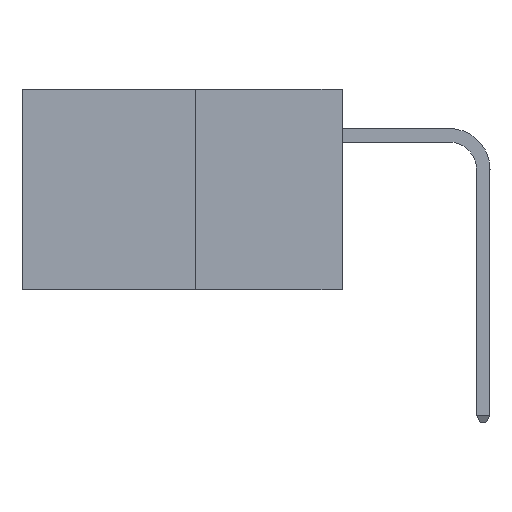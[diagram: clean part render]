
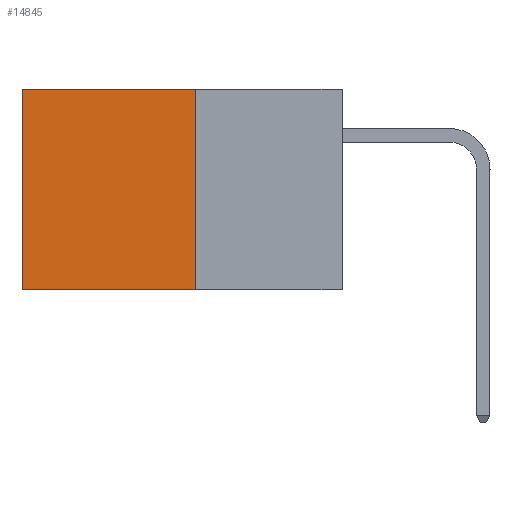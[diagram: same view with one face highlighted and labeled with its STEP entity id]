
A CAD part, left-side view. The second image highlights one B-rep face of the part: STEP entity #14845.
In plain terms, the highlighted planar face has unit normal (-1, 0, 0).
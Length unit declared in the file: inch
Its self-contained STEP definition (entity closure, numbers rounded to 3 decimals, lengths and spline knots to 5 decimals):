
#41 = VECTOR ( 'NONE', #8982, 39.37008 ) ;
#1581 = PLANE ( 'NONE',  #9547 ) ;
#2266 = ORIENTED_EDGE ( 'NONE', *, *, #7549, .F. ) ;
#2561 = VECTOR ( 'NONE', #12517, 39.37008 ) ;
#3303 = DIRECTION ( 'NONE',  ( 0., 1., 0. ) ) ;
#3311 = VECTOR ( 'NONE', #13881, 39.37008 ) ;
#3683 = LINE ( 'NONE', #4010, #3311 ) ;
#3826 = LINE ( 'NONE', #6502, #41 ) ;
#3860 = ORIENTED_EDGE ( 'NONE', *, *, #4012, .T. ) ;
#4010 = CARTESIAN_POINT ( 'NONE',  ( 0.277, 0.59, -0.37 ) ) ;
#4012 = EDGE_CURVE ( 'NONE', #12062, #10532, #3683, .T. ) ;
#4142 = CARTESIAN_POINT ( 'NONE',  ( 0.277, 0.27, -0.37 ) ) ;
#4203 = VECTOR ( 'NONE', #3303, 39.37008 ) ;
#5330 = DIRECTION ( 'NONE',  ( 0., 0., -1. ) ) ;
#5767 = EDGE_CURVE ( 'NONE', #12568, #12062, #7364, .T. ) ;
#6502 = CARTESIAN_POINT ( 'NONE',  ( 0.277, 0.27, -0.37 ) ) ;
#6859 = ORIENTED_EDGE ( 'NONE', *, *, #14380, .F. ) ;
#7364 = LINE ( 'NONE', #12745, #4203 ) ;
#7549 = EDGE_CURVE ( 'NONE', #14021, #10532, #15629, .T. ) ;
#7712 = CARTESIAN_POINT ( 'NONE',  ( 0.277, 0.27, 0. ) ) ;
#8982 = DIRECTION ( 'NONE',  ( 0., 0., -1. ) ) ;
#9311 = CARTESIAN_POINT ( 'NONE',  ( 0.277, 0.59, -0.37 ) ) ;
#9547 = AXIS2_PLACEMENT_3D ( 'NONE', #4142, #12800, #5330 ) ;
#10532 = VERTEX_POINT ( 'NONE', #9311 ) ;
#10594 = ORIENTED_EDGE ( 'NONE', *, *, #5767, .T. ) ;
#12062 = VERTEX_POINT ( 'NONE', #13032 ) ;
#12167 = FACE_OUTER_BOUND ( 'NONE', #14758, .T. ) ;
#12517 = DIRECTION ( 'NONE',  ( 0., 1., 0. ) ) ;
#12555 = CARTESIAN_POINT ( 'NONE',  ( 0.277, 0.27, -0.37 ) ) ;
#12568 = VERTEX_POINT ( 'NONE', #7712 ) ;
#12745 = CARTESIAN_POINT ( 'NONE',  ( 0.277, 0.27, 0. ) ) ;
#12800 = DIRECTION ( 'NONE',  ( 1., 0., 0. ) ) ;
#13032 = CARTESIAN_POINT ( 'NONE',  ( 0.277, 0.59, 0. ) ) ;
#13881 = DIRECTION ( 'NONE',  ( 0., 0., -1. ) ) ;
#14021 = VERTEX_POINT ( 'NONE', #15532 ) ;
#14380 = EDGE_CURVE ( 'NONE', #12568, #14021, #3826, .T. ) ;
#14758 = EDGE_LOOP ( 'NONE', ( #3860, #2266, #6859, #10594 ) ) ;
#14845 = ADVANCED_FACE ( 'NONE', ( #12167 ), #1581, .F. ) ;
#15532 = CARTESIAN_POINT ( 'NONE',  ( 0.277, 0.27, -0.37 ) ) ;
#15629 = LINE ( 'NONE', #12555, #2561 ) ;
